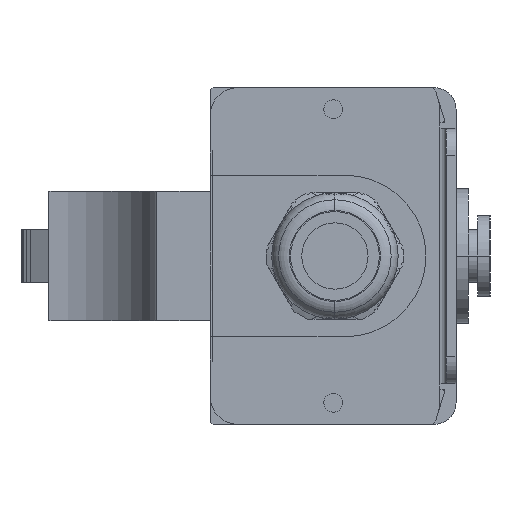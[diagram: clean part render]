
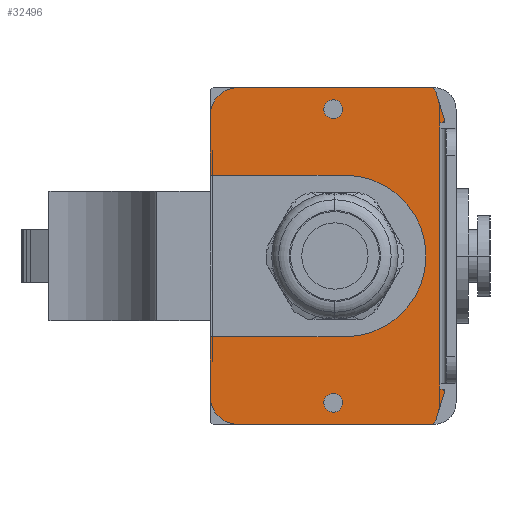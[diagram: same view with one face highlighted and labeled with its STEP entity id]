
A CAD part, left-side view. The second image highlights one B-rep face of the part: STEP entity #32496.
In plain terms, the highlighted face is planar.
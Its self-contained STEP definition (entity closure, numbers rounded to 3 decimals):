
#31657=CARTESIAN_POINT('',(4.739,1.8,-30.25));
#31658=DIRECTION('',(0.,1.,0.));
#31659=DIRECTION('',(0.,0.,-1.));
#31660=AXIS2_PLACEMENT_3D('',#31657,#31658,#31659);
#31667=DIRECTION('',(-0.294,0.,-0.956));
#31668=VECTOR('',#31667,5.656);
#31669=CARTESIAN_POINT('',(3.783,1.8,30.544));
#31670=LINE('',#31669,#31668);
#31671=DIRECTION('',(1.,0.,0.));
#31672=VECTOR('',#31671,0.594);
#31673=CARTESIAN_POINT('',(2.406,1.8,24.75));
#31674=LINE('',#31673,#31672);
#31675=DIRECTION('',(0.,0.,-1.));
#31676=VECTOR('',#31675,1.);
#31677=CARTESIAN_POINT('',(3.,1.8,24.75));
#31678=LINE('',#31677,#31676);
#31679=DIRECTION('',(0.,0.,-1.));
#31680=VECTOR('',#31679,1.);
#31681=CARTESIAN_POINT('',(3.,1.8,-23.75));
#31682=LINE('',#31681,#31680);
#31683=DIRECTION('',(-1.,0.,0.));
#31684=VECTOR('',#31683,0.594);
#31685=CARTESIAN_POINT('',(3.,1.8,-24.75));
#31686=LINE('',#31685,#31684);
#31687=DIRECTION('',(0.294,0.,-0.956));
#31688=VECTOR('',#31687,5.656);
#31689=CARTESIAN_POINT('',(2.119,1.8,-25.138));
#31690=LINE('',#31689,#31688);
#31691=DIRECTION('',(1.,0.,0.));
#31692=VECTOR('',#31691,35.861);
#31693=CARTESIAN_POINT('',(4.739,1.8,-31.25));
#31694=LINE('',#31693,#31692);
#31695=DIRECTION('',(0.,0.,1.));
#31696=VECTOR('',#31695,11.25);
#31697=CARTESIAN_POINT('',(45.6,1.8,-26.25));
#31698=LINE('',#31697,#31696);
#31699=DIRECTION('',(-1.,0.,0.));
#31700=VECTOR('',#31699,25.);
#31701=CARTESIAN_POINT('',(45.6,1.8,-15.));
#31702=LINE('',#31701,#31700);
#31703=CARTESIAN_POINT('',(20.6,1.8,0.));
#31704=DIRECTION('',(0.,1.,0.));
#31705=DIRECTION('',(0.,0.,-1.));
#31706=AXIS2_PLACEMENT_3D('',#31703,#31704,#31705);
#31708=DIRECTION('',(-1.,0.,0.));
#31709=VECTOR('',#31708,25.);
#31710=CARTESIAN_POINT('',(45.6,1.8,15.));
#31711=LINE('',#31710,#31709);
#31712=DIRECTION('',(0.,0.,1.));
#31713=VECTOR('',#31712,11.25);
#31714=CARTESIAN_POINT('',(45.6,1.8,15.));
#31715=LINE('',#31714,#31713);
#31716=DIRECTION('',(-1.,0.,0.));
#31717=VECTOR('',#31716,35.861);
#31718=CARTESIAN_POINT('',(40.6,1.8,31.25));
#31719=LINE('',#31718,#31717);
#31720=CARTESIAN_POINT('',(22.8,1.8,27.25));
#31721=DIRECTION('',(0.,1.,0.));
#31722=DIRECTION('',(0.,0.,1.));
#31723=AXIS2_PLACEMENT_3D('',#31720,#31721,#31722);
#31725=CARTESIAN_POINT('',(22.8,1.8,27.25));
#31726=DIRECTION('',(0.,1.,0.));
#31727=DIRECTION('',(0.,0.,-1.));
#31728=AXIS2_PLACEMENT_3D('',#31725,#31726,#31727);
#31730=CARTESIAN_POINT('',(22.8,1.8,-27.25));
#31731=DIRECTION('',(0.,1.,0.));
#31732=DIRECTION('',(0.,0.,1.));
#31733=AXIS2_PLACEMENT_3D('',#31730,#31731,#31732);
#31735=CARTESIAN_POINT('',(22.8,1.8,-27.25));
#31736=DIRECTION('',(0.,1.,0.));
#31737=DIRECTION('',(0.,0.,-1.));
#31738=AXIS2_PLACEMENT_3D('',#31735,#31736,#31737);
#31744=CARTESIAN_POINT('',(4.739,1.8,30.25));
#31745=DIRECTION('',(0.,1.,0.));
#31746=DIRECTION('',(-0.956,0.,0.294));
#31747=AXIS2_PLACEMENT_3D('',#31744,#31745,#31746);
#31833=CARTESIAN_POINT('',(40.6,1.8,26.25));
#31834=DIRECTION('',(0.,1.,0.));
#31835=DIRECTION('',(0.,0.,1.));
#31836=AXIS2_PLACEMENT_3D('',#31833,#31834,#31835);
#31858=CARTESIAN_POINT('',(40.6,1.8,-26.25));
#31859=DIRECTION('',(0.,1.,0.));
#31860=DIRECTION('',(1.,0.,0.));
#31861=AXIS2_PLACEMENT_3D('',#31858,#31859,#31860);
#32128=DIRECTION('',(0.,0.,1.));
#32129=VECTOR('',#32128,47.5);
#32130=CARTESIAN_POINT('',(3.,1.8,-23.75));
#32131=LINE('',#32130,#32129);
#32162=CARTESIAN_POINT('',(2.406,1.8,25.05));
#32163=DIRECTION('',(0.,1.,0.));
#32164=DIRECTION('',(0.,0.,-1.));
#32165=AXIS2_PLACEMENT_3D('',#32162,#32163,#32164);
#32201=CARTESIAN_POINT('',(2.406,1.8,-25.05));
#32202=DIRECTION('',(0.,1.,0.));
#32203=DIRECTION('',(-0.956,0.,-0.294));
#32204=AXIS2_PLACEMENT_3D('',#32201,#32202,#32203);
#32222=CARTESIAN_POINT('',(45.6,1.8,-26.25));
#32224=VERTEX_POINT('',#32222);
#32226=CARTESIAN_POINT('',(40.6,1.8,-31.25));
#32227=VERTEX_POINT('',#32226);
#32231=CARTESIAN_POINT('',(45.6,1.8,26.25));
#32233=VERTEX_POINT('',#32231);
#32236=CARTESIAN_POINT('',(40.6,1.8,31.25));
#32237=VERTEX_POINT('',#32236);
#32246=CARTESIAN_POINT('',(45.6,1.8,-15.));
#32247=VERTEX_POINT('',#32246);
#32248=CARTESIAN_POINT('',(45.6,1.8,15.));
#32249=VERTEX_POINT('',#32248);
#32250=CARTESIAN_POINT('',(20.6,1.8,-15.));
#32251=VERTEX_POINT('',#32250);
#32252=CARTESIAN_POINT('',(20.6,1.8,15.));
#32253=VERTEX_POINT('',#32252);
#32270=CARTESIAN_POINT('',(3.,1.8,-23.75));
#32271=CARTESIAN_POINT('',(3.,1.8,-24.75));
#32272=VERTEX_POINT('',#32270);
#32273=VERTEX_POINT('',#32271);
#32274=CARTESIAN_POINT('',(3.,1.8,24.75));
#32275=CARTESIAN_POINT('',(3.,1.8,23.75));
#32276=VERTEX_POINT('',#32274);
#32277=VERTEX_POINT('',#32275);
#32347=CARTESIAN_POINT('',(2.406,1.8,-24.75));
#32349=VERTEX_POINT('',#32347);
#32351=CARTESIAN_POINT('',(2.119,1.8,-25.138));
#32352=VERTEX_POINT('',#32351);
#32354=CARTESIAN_POINT('',(2.119,1.8,25.138));
#32356=VERTEX_POINT('',#32354);
#32358=CARTESIAN_POINT('',(2.406,1.8,24.75));
#32359=VERTEX_POINT('',#32358);
#32360=CARTESIAN_POINT('',(3.783,1.8,30.544));
#32362=VERTEX_POINT('',#32360);
#32364=CARTESIAN_POINT('',(4.739,1.8,31.25));
#32365=VERTEX_POINT('',#32364);
#32369=CARTESIAN_POINT('',(3.783,1.8,-30.544));
#32371=VERTEX_POINT('',#32369);
#32374=CARTESIAN_POINT('',(4.739,1.8,-31.25));
#32375=VERTEX_POINT('',#32374);
#32384=CARTESIAN_POINT('',(22.8,1.8,29.));
#32385=CARTESIAN_POINT('',(22.8,1.8,25.5));
#32386=VERTEX_POINT('',#32384);
#32387=VERTEX_POINT('',#32385);
#32388=CARTESIAN_POINT('',(22.8,1.8,-25.5));
#32389=CARTESIAN_POINT('',(22.8,1.8,-29.));
#32390=VERTEX_POINT('',#32388);
#32391=VERTEX_POINT('',#32389);
#32440=CARTESIAN_POINT('',(45.6,1.8,-31.25));
#32441=DIRECTION('',(0.,1.,0.));
#32442=DIRECTION('',(-1.,0.,0.));
#32443=AXIS2_PLACEMENT_3D('',#32440,#32441,#32442);
#32444=PLANE('',#32443);
#32446=ORIENTED_EDGE('',*,*,#32445,.F.);
#32448=ORIENTED_EDGE('',*,*,#32447,.T.);
#32450=ORIENTED_EDGE('',*,*,#32449,.F.);
#32452=ORIENTED_EDGE('',*,*,#32451,.T.);
#32454=ORIENTED_EDGE('',*,*,#32453,.T.);
#32456=ORIENTED_EDGE('',*,*,#32455,.F.);
#32458=ORIENTED_EDGE('',*,*,#32457,.T.);
#32460=ORIENTED_EDGE('',*,*,#32459,.T.);
#32462=ORIENTED_EDGE('',*,*,#32461,.F.);
#32463=ORIENTED_EDGE('',*,*,#32429,.T.);
#32464=ORIENTED_EDGE('',*,*,#32418,.F.);
#32465=ORIENTED_EDGE('',*,*,#32403,.T.);
#32467=ORIENTED_EDGE('',*,*,#32466,.F.);
#32469=ORIENTED_EDGE('',*,*,#32468,.T.);
#32471=ORIENTED_EDGE('',*,*,#32470,.T.);
#32473=ORIENTED_EDGE('',*,*,#32472,.T.);
#32475=ORIENTED_EDGE('',*,*,#32474,.F.);
#32477=ORIENTED_EDGE('',*,*,#32476,.T.);
#32479=ORIENTED_EDGE('',*,*,#32478,.F.);
#32481=ORIENTED_EDGE('',*,*,#32480,.T.);
#32482=EDGE_LOOP('',(#32446,#32448,#32450,#32452,#32454,#32456,#32458,#32460,
#32462,#32463,#32464,#32465,#32467,#32469,#32471,#32473,#32475,#32477,#32479,
#32481));
#32483=FACE_OUTER_BOUND('',#32482,.F.);
#32485=ORIENTED_EDGE('',*,*,#32484,.T.);
#32487=ORIENTED_EDGE('',*,*,#32486,.T.);
#32488=EDGE_LOOP('',(#32485,#32487));
#32489=FACE_BOUND('',#32488,.F.);
#32491=ORIENTED_EDGE('',*,*,#32490,.T.);
#32493=ORIENTED_EDGE('',*,*,#32492,.T.);
#32494=EDGE_LOOP('',(#32491,#32493));
#32495=FACE_BOUND('',#32494,.F.);
#32496=ADVANCED_FACE('',(#32483,#32489,#32495),#32444,.T.);
#31661=CIRCLE('',#31660,1.);
#31707=CIRCLE('',#31706,15.);
#31724=CIRCLE('',#31723,1.75);
#31729=CIRCLE('',#31728,1.75);
#31734=CIRCLE('',#31733,1.75);
#31739=CIRCLE('',#31738,1.75);
#31748=CIRCLE('',#31747,1.);
#31837=CIRCLE('',#31836,5.);
#31862=CIRCLE('',#31861,5.);
#32166=CIRCLE('',#32165,0.3);
#32205=CIRCLE('',#32204,0.3);
#32403=EDGE_CURVE('',#32375,#32227,#31694,.T.);
#32418=EDGE_CURVE('',#32375,#32371,#31661,.T.);
#32429=EDGE_CURVE('',#32352,#32371,#31690,.T.);
#32445=EDGE_CURVE('',#32362,#32365,#31748,.T.);
#32447=EDGE_CURVE('',#32362,#32356,#31670,.T.);
#32449=EDGE_CURVE('',#32359,#32356,#32166,.T.);
#32451=EDGE_CURVE('',#32359,#32276,#31674,.T.);
#32453=EDGE_CURVE('',#32276,#32277,#31678,.T.);
#32455=EDGE_CURVE('',#32272,#32277,#32131,.T.);
#32457=EDGE_CURVE('',#32272,#32273,#31682,.T.);
#32459=EDGE_CURVE('',#32273,#32349,#31686,.T.);
#32461=EDGE_CURVE('',#32352,#32349,#32205,.T.);
#32466=EDGE_CURVE('',#32224,#32227,#31862,.T.);
#32468=EDGE_CURVE('',#32224,#32247,#31698,.T.);
#32470=EDGE_CURVE('',#32247,#32251,#31702,.T.);
#32472=EDGE_CURVE('',#32251,#32253,#31707,.T.);
#32474=EDGE_CURVE('',#32249,#32253,#31711,.T.);
#32476=EDGE_CURVE('',#32249,#32233,#31715,.T.);
#32478=EDGE_CURVE('',#32237,#32233,#31837,.T.);
#32480=EDGE_CURVE('',#32237,#32365,#31719,.T.);
#32484=EDGE_CURVE('',#32386,#32387,#31724,.T.);
#32486=EDGE_CURVE('',#32387,#32386,#31729,.T.);
#32490=EDGE_CURVE('',#32390,#32391,#31734,.T.);
#32492=EDGE_CURVE('',#32391,#32390,#31739,.T.);
